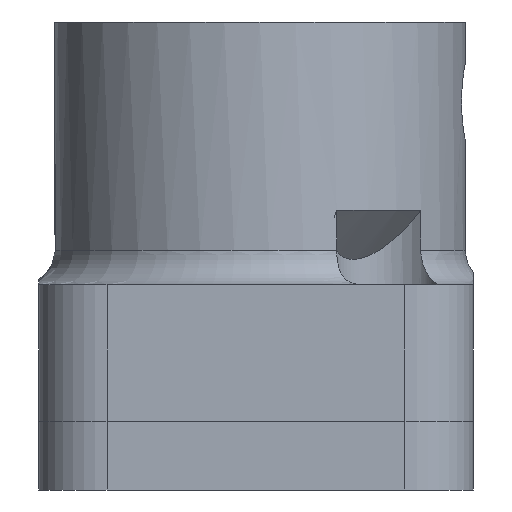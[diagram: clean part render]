
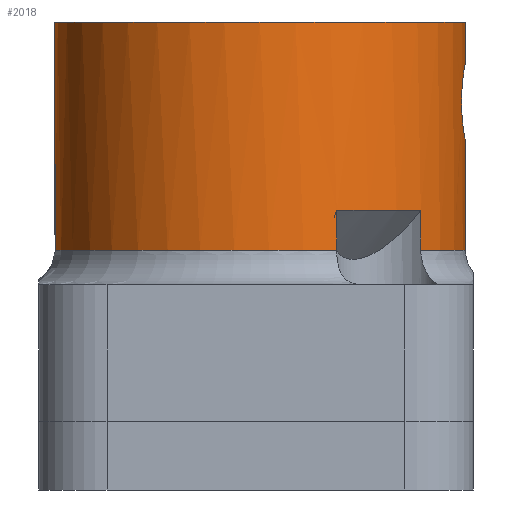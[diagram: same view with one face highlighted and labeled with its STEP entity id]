
A CAD part, front view. The second image highlights one B-rep face of the part: STEP entity #2018.
In plain terms, the highlighted cylindrical face has radius 9 mm (diameter 18 mm), a full revolution.
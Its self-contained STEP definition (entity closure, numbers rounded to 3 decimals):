
#65=B_SPLINE_CURVE_WITH_KNOTS('',3,(#3516,#3517,#3518,#3519,#3520,#3521,
#3522,#3523,#3524,#3525,#3526,#3527,#3528,#3529),.UNSPECIFIED.,.F.,.F.,
(4,2,2,2,2,2,4),(0.571,0.59,0.632,
0.669,0.71,0.733,0.747),
 .UNSPECIFIED.);
#66=B_SPLINE_CURVE_WITH_KNOTS('',3,(#3531,#3532,#3533,#3534,#3535,#3536,
#3537,#3538,#3539,#3540,#3541,#3542,#3543,#3544,#3545,#3546,#3547,#3548,
#3549,#3550,#3551,#3552,#3553,#3554,#3555),.UNSPECIFIED.,.F.,.F.,(4,2,2,
2,2,3,2,2,2,2,2,4),(0.747,0.781,0.832,
0.876,0.911,0.959,0.995,
1.058,1.085,1.145,1.202,1.205),
 .UNSPECIFIED.);
#67=B_SPLINE_CURVE_WITH_KNOTS('',3,(#3556,#3557,#3558,#3559,#3560,#3561,
#3562,#3563,#3564,#3565,#3566,#3567),.UNSPECIFIED.,.F.,.F.,(4,2,2,2,2,4),
(1.205,1.264,1.35,1.43,1.519,
1.531),.UNSPECIFIED.);
#100=CYLINDRICAL_SURFACE('',#2186,9.);
#189=FACE_OUTER_BOUND('',#300,.T.);
#300=EDGE_LOOP('',(#1464,#1465,#1466,#1467,#1468,#1469,#1470,#1471,#1472,
#1473,#1474,#1475,#1476,#1477,#1478,#1479,#1480));
#430=LINE('',#3120,#581);
#431=LINE('',#3146,#582);
#433=LINE('',#3188,#584);
#435=LINE('',#3220,#586);
#437=LINE('',#3571,#588);
#438=LINE('',#3573,#589);
#581=VECTOR('',#2490,1000.);
#582=VECTOR('',#2491,1000.);
#584=VECTOR('',#2497,1000.);
#586=VECTOR('',#2499,1000.);
#588=VECTOR('',#2507,9.);
#589=VECTOR('',#2508,9.);
#721=CIRCLE('',#2187,9.);
#722=CIRCLE('',#2188,9.);
#723=CIRCLE('',#2189,9.);
#724=CIRCLE('',#2190,9.);
#725=CIRCLE('',#2191,9.);
#726=CIRCLE('',#2192,9.);
#854=VERTEX_POINT('',#3106);
#855=VERTEX_POINT('',#3119);
#856=VERTEX_POINT('',#3121);
#857=VERTEX_POINT('',#3145);
#858=VERTEX_POINT('',#3174);
#859=VERTEX_POINT('',#3187);
#861=VERTEX_POINT('',#3210);
#862=VERTEX_POINT('',#3219);
#867=VERTEX_POINT('',#3510);
#868=VERTEX_POINT('',#3515);
#869=VERTEX_POINT('',#3530);
#870=VERTEX_POINT('',#3569);
#871=VERTEX_POINT('',#3572);
#1074=EDGE_CURVE('',#854,#855,#430,.F.);
#1076=EDGE_CURVE('',#856,#857,#431,.T.);
#1081=EDGE_CURVE('',#858,#859,#433,.F.);
#1085=EDGE_CURVE('',#861,#862,#435,.T.);
#1093=EDGE_CURVE('',#867,#868,#65,.T.);
#1094=EDGE_CURVE('',#868,#869,#66,.T.);
#1095=EDGE_CURVE('',#869,#867,#67,.T.);
#1096=EDGE_CURVE('',#870,#870,#721,.T.);
#1097=EDGE_CURVE('',#870,#868,#437,.T.);
#1098=EDGE_CURVE('',#869,#871,#438,.T.);
#1099=EDGE_CURVE('',#871,#862,#722,.F.);
#1100=EDGE_CURVE('',#861,#859,#723,.T.);
#1101=EDGE_CURVE('',#858,#857,#724,.F.);
#1102=EDGE_CURVE('',#856,#855,#725,.T.);
#1103=EDGE_CURVE('',#854,#871,#726,.F.);
#1464=ORIENTED_EDGE('',*,*,#1096,.T.);
#1465=ORIENTED_EDGE('',*,*,#1097,.T.);
#1466=ORIENTED_EDGE('',*,*,#1093,.F.);
#1467=ORIENTED_EDGE('',*,*,#1095,.F.);
#1468=ORIENTED_EDGE('',*,*,#1098,.T.);
#1469=ORIENTED_EDGE('',*,*,#1099,.T.);
#1470=ORIENTED_EDGE('',*,*,#1085,.F.);
#1471=ORIENTED_EDGE('',*,*,#1100,.T.);
#1472=ORIENTED_EDGE('',*,*,#1081,.F.);
#1473=ORIENTED_EDGE('',*,*,#1101,.T.);
#1474=ORIENTED_EDGE('',*,*,#1076,.F.);
#1475=ORIENTED_EDGE('',*,*,#1102,.T.);
#1476=ORIENTED_EDGE('',*,*,#1074,.F.);
#1477=ORIENTED_EDGE('',*,*,#1103,.T.);
#1478=ORIENTED_EDGE('',*,*,#1098,.F.);
#1479=ORIENTED_EDGE('',*,*,#1094,.F.);
#1480=ORIENTED_EDGE('',*,*,#1097,.F.);
#2018=ADVANCED_FACE('',(#189),#100,.T.);
#2186=AXIS2_PLACEMENT_3D('',#3568,#2503,#2504);
#2187=AXIS2_PLACEMENT_3D('',#3570,#2505,#2506);
#2188=AXIS2_PLACEMENT_3D('',#3574,#2509,#2510);
#2189=AXIS2_PLACEMENT_3D('',#3575,#2511,#2512);
#2190=AXIS2_PLACEMENT_3D('',#3576,#2513,#2514);
#2191=AXIS2_PLACEMENT_3D('',#3577,#2515,#2516);
#2192=AXIS2_PLACEMENT_3D('',#3578,#2517,#2518);
#2490=DIRECTION('',(0.,0.,-1.));
#2491=DIRECTION('',(0.,0.,-1.));
#2497=DIRECTION('',(0.,0.,-1.));
#2499=DIRECTION('',(0.,0.,-1.));
#2503=DIRECTION('center_axis',(0.,0.,1.));
#2504=DIRECTION('ref_axis',(-1.,0.,0.));
#2505=DIRECTION('center_axis',(0.,0.,-1.));
#2506=DIRECTION('ref_axis',(-1.,0.,0.));
#2507=DIRECTION('',(0.,0.,-1.));
#2508=DIRECTION('',(0.,0.,-1.));
#2509=DIRECTION('center_axis',(0.,0.,-1.));
#2510=DIRECTION('ref_axis',(-1.,0.,0.));
#2511=DIRECTION('center_axis',(0.,0.,1.));
#2512=DIRECTION('ref_axis',(1.,0.,0.));
#2513=DIRECTION('center_axis',(0.,0.,-1.));
#2514=DIRECTION('ref_axis',(-1.,0.,0.));
#2515=DIRECTION('center_axis',(0.,0.,1.));
#2516=DIRECTION('ref_axis',(1.,0.,0.));
#2517=DIRECTION('center_axis',(0.,0.,-1.));
#2518=DIRECTION('ref_axis',(-1.,0.,0.));
#3106=CARTESIAN_POINT('',(7.043,-37.303,-11.5));
#3119=CARTESIAN_POINT('',(7.043,-37.303,-9.75));
#3120=CARTESIAN_POINT('',(7.043,-37.303,-5.813));
#3121=CARTESIAN_POINT('',(3.361,-40.049,-9.75));
#3145=CARTESIAN_POINT('',(3.361,-40.049,-11.5));
#3146=CARTESIAN_POINT('',(3.361,-40.049,-5.813));
#3174=CARTESIAN_POINT('',(3.361,-23.351,-11.5));
#3187=CARTESIAN_POINT('',(3.361,-23.351,-9.75));
#3188=CARTESIAN_POINT('',(3.361,-23.351,-5.813));
#3210=CARTESIAN_POINT('',(7.043,-26.097,-9.75));
#3219=CARTESIAN_POINT('',(7.043,-26.097,-11.5));
#3220=CARTESIAN_POINT('',(7.043,-26.097,-5.813));
#3510=CARTESIAN_POINT('',(8.829,-29.956,-5.));
#3515=CARTESIAN_POINT('',(9.,-31.7,-3.25));
#3516=CARTESIAN_POINT('Ctrl Pts',(8.829,-29.956,-5.));
#3517=CARTESIAN_POINT('Ctrl Pts',(8.829,-29.956,-4.941));
#3518=CARTESIAN_POINT('Ctrl Pts',(8.83,-29.959,-4.871));
#3519=CARTESIAN_POINT('Ctrl Pts',(8.836,-29.992,-4.611));
#3520=CARTESIAN_POINT('Ctrl Pts',(8.849,-30.052,-4.372));
#3521=CARTESIAN_POINT('Ctrl Pts',(8.889,-30.288,-3.943));
#3522=CARTESIAN_POINT('Ctrl Pts',(8.911,-30.43,-3.778));
#3523=CARTESIAN_POINT('Ctrl Pts',(8.953,-30.769,-3.501));
#3524=CARTESIAN_POINT('Ctrl Pts',(8.972,-30.967,-3.399));
#3525=CARTESIAN_POINT('Ctrl Pts',(8.991,-31.283,-3.298));
#3526=CARTESIAN_POINT('Ctrl Pts',(8.996,-31.397,-3.274));
#3527=CARTESIAN_POINT('Ctrl Pts',(8.999,-31.572,-3.254));
#3528=CARTESIAN_POINT('Ctrl Pts',(9.,-31.636,-3.25));
#3529=CARTESIAN_POINT('Ctrl Pts',(9.,-31.7,-3.25));
#3530=CARTESIAN_POINT('',(9.,-31.7,-6.751));
#3531=CARTESIAN_POINT('Ctrl Pts',(9.,-31.7,-3.25));
#3532=CARTESIAN_POINT('Ctrl Pts',(9.,-31.86,-3.249));
#3533=CARTESIAN_POINT('Ctrl Pts',(8.996,-32.014,-3.27));
#3534=CARTESIAN_POINT('Ctrl Pts',(8.977,-32.38,-3.371));
#3535=CARTESIAN_POINT('Ctrl Pts',(8.959,-32.576,-3.471));
#3536=CARTESIAN_POINT('Ctrl Pts',(8.922,-32.89,-3.702));
#3537=CARTESIAN_POINT('Ctrl Pts',(8.898,-33.056,-3.862));
#3538=CARTESIAN_POINT('Ctrl Pts',(8.858,-33.293,-4.259));
#3539=CARTESIAN_POINT('Ctrl Pts',(8.848,-33.348,-4.416));
#3540=CARTESIAN_POINT('Ctrl Pts',(8.834,-33.423,-4.683));
#3541=CARTESIAN_POINT('Ctrl Pts',(8.829,-33.444,-4.836));
#3542=CARTESIAN_POINT('Ctrl Pts',(8.829,-33.444,-4.996));
#3543=CARTESIAN_POINT('Ctrl Pts',(8.83,-33.444,-5.114));
#3544=CARTESIAN_POINT('Ctrl Pts',(8.832,-33.432,-5.227));
#3545=CARTESIAN_POINT('Ctrl Pts',(8.843,-33.375,-5.523));
#3546=CARTESIAN_POINT('Ctrl Pts',(8.858,-33.301,-5.743));
#3547=CARTESIAN_POINT('Ctrl Pts',(8.892,-33.089,-6.064));
#3548=CARTESIAN_POINT('Ctrl Pts',(8.904,-33.016,-6.154));
#3549=CARTESIAN_POINT('Ctrl Pts',(8.937,-32.773,-6.402));
#3550=CARTESIAN_POINT('Ctrl Pts',(8.958,-32.587,-6.518));
#3551=CARTESIAN_POINT('Ctrl Pts',(8.987,-32.217,-6.681));
#3552=CARTESIAN_POINT('Ctrl Pts',(8.999,-31.99,-6.745));
#3553=CARTESIAN_POINT('Ctrl Pts',(9.,-31.725,-6.751));
#3554=CARTESIAN_POINT('Ctrl Pts',(9.,-31.713,-6.751));
#3555=CARTESIAN_POINT('Ctrl Pts',(9.,-31.7,-6.751));
#3556=CARTESIAN_POINT('Ctrl Pts',(9.,-31.7,-6.751));
#3557=CARTESIAN_POINT('Ctrl Pts',(9.,-31.445,-6.751));
#3558=CARTESIAN_POINT('Ctrl Pts',(8.99,-31.248,-6.696));
#3559=CARTESIAN_POINT('Ctrl Pts',(8.967,-30.909,-6.572));
#3560=CARTESIAN_POINT('Ctrl Pts',(8.946,-30.697,-6.454));
#3561=CARTESIAN_POINT('Ctrl Pts',(8.899,-30.347,-6.132));
#3562=CARTESIAN_POINT('Ctrl Pts',(8.878,-30.221,-5.953));
#3563=CARTESIAN_POINT('Ctrl Pts',(8.845,-30.032,-5.551));
#3564=CARTESIAN_POINT('Ctrl Pts',(8.833,-29.974,-5.32));
#3565=CARTESIAN_POINT('Ctrl Pts',(8.83,-29.958,-5.075));
#3566=CARTESIAN_POINT('Ctrl Pts',(8.829,-29.956,-5.04));
#3567=CARTESIAN_POINT('Ctrl Pts',(8.829,-29.956,-5.));
#3568=CARTESIAN_POINT('Origin',(0.,-31.7,-7.));
#3569=CARTESIAN_POINT('',(9.,-31.7,-1.5));
#3570=CARTESIAN_POINT('Origin',(0.,-31.7,-1.5));
#3571=CARTESIAN_POINT('',(9.,-31.7,-7.));
#3572=CARTESIAN_POINT('',(9.,-31.7,-11.5));
#3573=CARTESIAN_POINT('',(9.,-31.7,-7.));
#3574=CARTESIAN_POINT('Origin',(0.,-31.7,-11.5));
#3575=CARTESIAN_POINT('Origin',(0.,-31.7,-9.75));
#3576=CARTESIAN_POINT('Origin',(0.,-31.7,-11.5));
#3577=CARTESIAN_POINT('Origin',(0.,-31.7,-9.75));
#3578=CARTESIAN_POINT('Origin',(0.,-31.7,-11.5));
